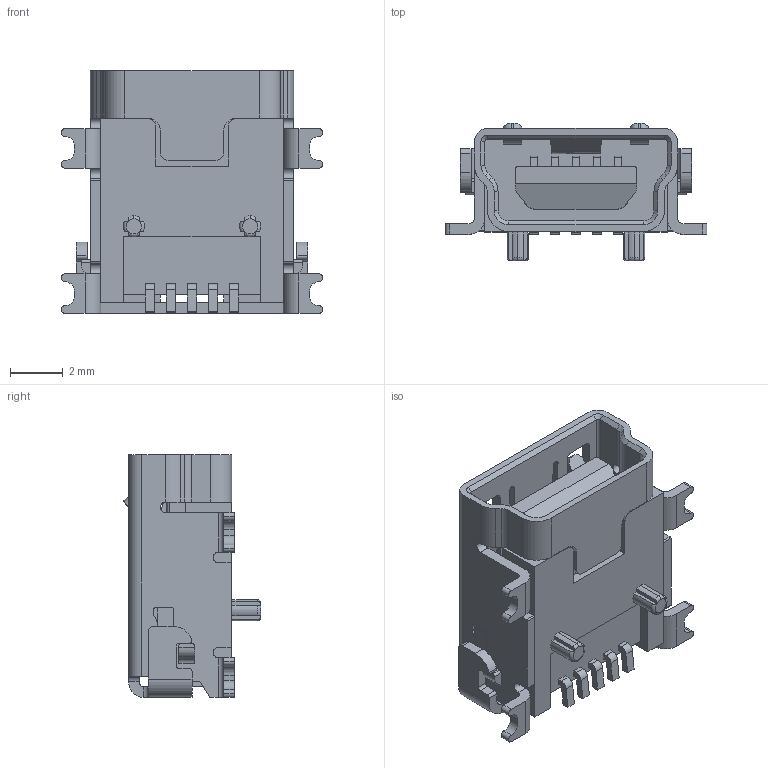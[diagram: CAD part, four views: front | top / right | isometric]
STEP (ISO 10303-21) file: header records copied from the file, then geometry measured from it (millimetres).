
FILE_DESCRIPTION (( 'STEP AP214' ), '1' );
FILE_NAME ('KMBX-SMT-5S-S-30TR_rA8.STEP', '2018-07-30T19:34:07', ( '' ), ( '' ), 'SwSTEP 2.0', 'SolidWorks 2018', '' );
FILE_SCHEMA (( 'AUTOMOTIVE_DESIGN' ));
Length unit declared in the file: millimetre
Products named in the file (1): KMBX-SMT-5S-S-30TR_rA8
Bounding box: 9.9 x 5.2 x 9.2 mm (x, y, z)
Volume: 177.4 mm3; surface area: 540.9 mm2
Topology: 1 solids, 1 shells, 483 faces, 1378 edges, 898 vertices
Faces by surface type: plane 278, cylinder 183, torus 10, cone 8, bspline 4
Entity records: 19468 total; most frequent: CARTESIAN_POINT 3114, ORIENTED_EDGE 2756, DIRECTION 2700, EDGE_CURVE 1378, LINE 944, VECTOR 944, VERTEX_POINT 898, AXIS2_PLACEMENT_3D 878
